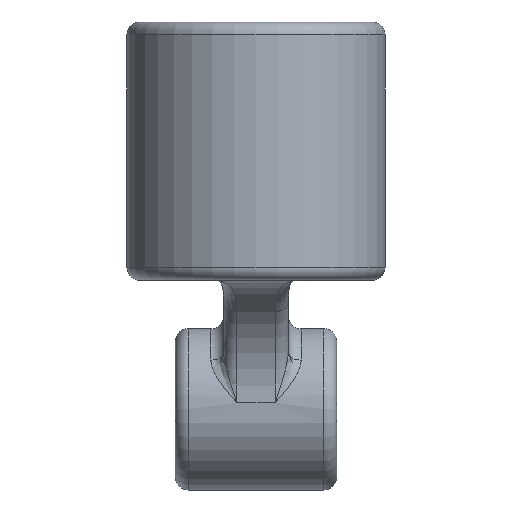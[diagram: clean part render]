
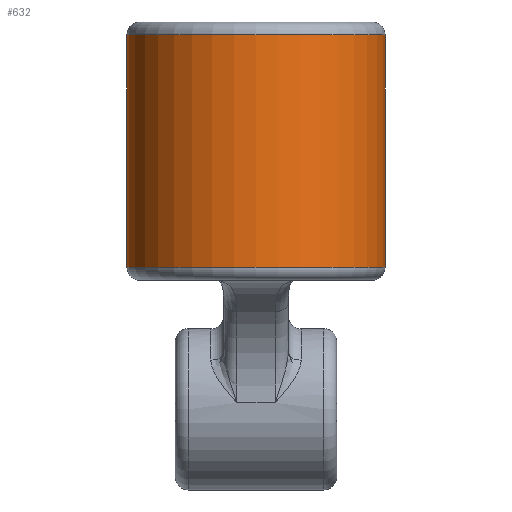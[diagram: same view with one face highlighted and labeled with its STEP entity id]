
A CAD part, front view. The second image highlights one B-rep face of the part: STEP entity #632.
In plain terms, the highlighted cylindrical face has radius 40 mm (diameter 80 mm), a partial arc.
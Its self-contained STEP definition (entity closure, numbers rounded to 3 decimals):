
#93=FACE_OUTER_BOUND('',#135,.T.);
#135=EDGE_LOOP('',(#433,#434,#435,#436));
#182=CIRCLE('',#689,40.);
#183=CIRCLE('',#690,40.);
#240=LINE('',#991,#261);
#241=LINE('',#995,#262);
#261=VECTOR('',#784,72.);
#262=VECTOR('',#787,72.);
#282=VERTEX_POINT('',#989);
#283=VERTEX_POINT('',#990);
#284=VERTEX_POINT('',#992);
#285=VERTEX_POINT('',#994);
#338=EDGE_CURVE('',#282,#283,#240,.F.);
#339=EDGE_CURVE('',#283,#284,#182,.T.);
#340=EDGE_CURVE('',#284,#285,#241,.T.);
#341=EDGE_CURVE('',#285,#282,#183,.F.);
#433=ORIENTED_EDGE('',*,*,#338,.T.);
#434=ORIENTED_EDGE('',*,*,#339,.T.);
#435=ORIENTED_EDGE('',*,*,#340,.T.);
#436=ORIENTED_EDGE('',*,*,#341,.T.);
#623=CYLINDRICAL_SURFACE('',#688,40.);
#632=ADVANCED_FACE('',(#93),#623,.T.);
#688=AXIS2_PLACEMENT_3D('',#988,#782,#783);
#689=AXIS2_PLACEMENT_3D('',#993,#785,#786);
#690=AXIS2_PLACEMENT_3D('',#996,#788,#789);
#782=DIRECTION('center_axis',(0.,0.,1.));
#783=DIRECTION('ref_axis',(0.,-1.,0.));
#784=DIRECTION('',(0.,0.,1.));
#785=DIRECTION('center_axis',(0.,0.,1.));
#786=DIRECTION('ref_axis',(1.,0.,0.));
#787=DIRECTION('',(0.,0.,1.));
#788=DIRECTION('center_axis',(0.,0.,1.));
#789=DIRECTION('ref_axis',(1.,0.,0.));
#988=CARTESIAN_POINT('Origin',(0.,0.,-80.));
#989=CARTESIAN_POINT('',(-26.667,29.814,-4.));
#990=CARTESIAN_POINT('',(-26.667,29.814,-76.));
#991=CARTESIAN_POINT('',(-26.667,29.814,-76.));
#992=CARTESIAN_POINT('',(26.667,29.814,-76.));
#993=CARTESIAN_POINT('Origin',(0.,0.,-76.));
#994=CARTESIAN_POINT('',(26.667,29.814,-4.));
#995=CARTESIAN_POINT('',(26.667,29.814,-76.));
#996=CARTESIAN_POINT('Origin',(0.,0.,-4.));
